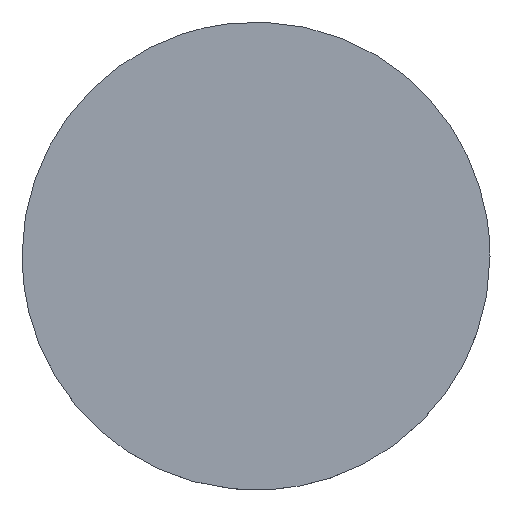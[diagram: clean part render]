
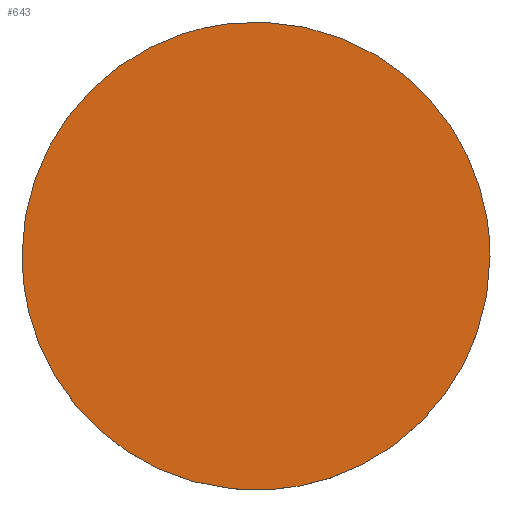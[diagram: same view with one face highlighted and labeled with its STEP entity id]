
A CAD part, top view. The second image highlights one B-rep face of the part: STEP entity #643.
In plain terms, the highlighted free-form (B-spline) face has degree [1, 1] with [2, 2] control points.
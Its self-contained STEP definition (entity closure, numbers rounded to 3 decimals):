
#301=CARTESIAN_POINT('',(-0.75,6.306,3.6));
#302=VERTEX_POINT('',#301);
#308=CARTESIAN_POINT('',(6.35,0.0,3.6));
#309=VERTEX_POINT('',#308);
#310=CARTESIAN_POINT('',(-0.75,6.306,3.6));
#311=CARTESIAN_POINT('',(-0.376,6.35,3.6));
#312=CARTESIAN_POINT('',(0.0,6.35,3.6));
#313=CARTESIAN_POINT('',(6.35,6.35,3.6));
#314=CARTESIAN_POINT('',(6.35,0.0,3.6));
#322=(BOUNDED_CURVE()B_SPLINE_CURVE(2,(#310,#311,#312,#313,#314),.UNSPECIFIED.,.F.,.U.)B_SPLINE_CURVE_WITH_KNOTS((3,2,3),(0.23,0.25,0.5),.UNSPECIFIED.)CURVE()GEOMETRIC_REPRESENTATION_ITEM()RATIONAL_B_SPLINE_CURVE((0.956,0.976,1.0,0.707,1.0))REPRESENTATION_ITEM(''));
#323=EDGE_CURVE('',#302,#309,#322,.T.);
#325=CARTESIAN_POINT('',(0.388,-6.338,3.6));
#326=VERTEX_POINT('',#325);
#327=CARTESIAN_POINT('',(6.35,0.0,3.6));
#328=CARTESIAN_POINT('',(6.35,-5.973,3.6));
#329=CARTESIAN_POINT('',(0.388,-6.338,3.6));
#337=(BOUNDED_CURVE()B_SPLINE_CURVE(2,(#327,#328,#329),.UNSPECIFIED.,.F.,.U.)B_SPLINE_CURVE_WITH_KNOTS((3,3),(0.5,0.739),.UNSPECIFIED.)CURVE()GEOMETRIC_REPRESENTATION_ITEM()RATIONAL_B_SPLINE_CURVE((1.0,0.72,0.976))REPRESENTATION_ITEM(''));
#338=EDGE_CURVE('',#309,#326,#337,.T.);
#412=CARTESIAN_POINT('',(-6.35,0.0,3.6));
#413=VERTEX_POINT('',#412);
#414=CARTESIAN_POINT('',(0.388,-6.338,3.6));
#415=CARTESIAN_POINT('',(0.194,-6.35,3.6));
#416=CARTESIAN_POINT('',(0.0,-6.35,3.6));
#417=CARTESIAN_POINT('',(-6.35,-6.35,3.6));
#418=CARTESIAN_POINT('',(-6.35,0.0,3.6));
#426=(BOUNDED_CURVE()B_SPLINE_CURVE(2,(#414,#415,#416,#417,#418),.UNSPECIFIED.,.F.,.U.)B_SPLINE_CURVE_WITH_KNOTS((3,2,3),(0.739,0.75,1.0),.UNSPECIFIED.)CURVE()GEOMETRIC_REPRESENTATION_ITEM()RATIONAL_B_SPLINE_CURVE((0.976,0.988,1.0,0.707,1.0))REPRESENTATION_ITEM(''));
#427=EDGE_CURVE('',#326,#413,#426,.T.);
#429=CARTESIAN_POINT('',(-6.35,0.0,3.6));
#430=CARTESIAN_POINT('',(-6.35,5.64,3.6));
#431=CARTESIAN_POINT('',(-0.75,6.306,3.6));
#439=(BOUNDED_CURVE()B_SPLINE_CURVE(2,(#429,#430,#431),.UNSPECIFIED.,.F.,.U.)B_SPLINE_CURVE_WITH_KNOTS((3,3),(0.0,0.23),.UNSPECIFIED.)CURVE()GEOMETRIC_REPRESENTATION_ITEM()RATIONAL_B_SPLINE_CURVE((1.0,0.731,0.956))REPRESENTATION_ITEM(''));
#440=EDGE_CURVE('',#413,#302,#439,.T.);
#632=CARTESIAN_POINT('',(-6.984,-6.984,3.6));
#633=CARTESIAN_POINT('',(6.984,-6.984,3.6));
#634=CARTESIAN_POINT('',(-6.984,6.984,3.6));
#635=CARTESIAN_POINT('',(6.984,6.984,3.6));
#636=B_SPLINE_SURFACE_WITH_KNOTS('',1,1,((#632,#634),(#633,#635)),.UNSPECIFIED.,.F.,.F.,.U.,(2,2),(2,2),(0.0,13.969),(0.0,13.968),.UNSPECIFIED.);
#637=ORIENTED_EDGE('',*,*,#427,.F.);
#638=ORIENTED_EDGE('',*,*,#338,.F.);
#639=ORIENTED_EDGE('',*,*,#323,.F.);
#640=ORIENTED_EDGE('',*,*,#440,.F.);
#641=EDGE_LOOP('',(#637,#638,#639,#640));
#642=FACE_OUTER_BOUND('',#641,.T.);
#643=ADVANCED_FACE('',(#642),#636,.T.);
